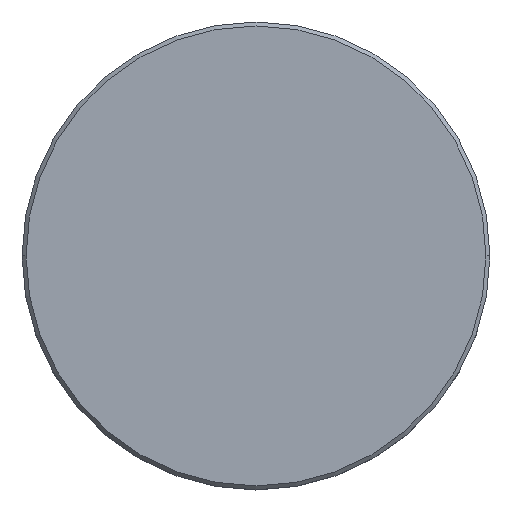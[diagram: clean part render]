
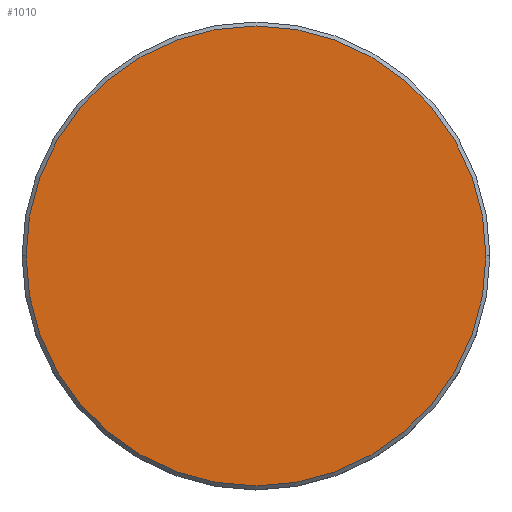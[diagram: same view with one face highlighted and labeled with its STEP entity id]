
A CAD part, top view. The second image highlights one B-rep face of the part: STEP entity #1010.
In plain terms, the highlighted planar face has unit normal (0, 0, 1).
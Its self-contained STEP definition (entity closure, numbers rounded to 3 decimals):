
#3 = CARTESIAN_POINT ( 'NONE',  ( 0., 0., 0. ) ) ;
#5 = CIRCLE ( 'NONE', #166, 29. ) ;
#36 = EDGE_CURVE ( 'NONE', #44, #307, #319, .T. ) ;
#44 = VERTEX_POINT ( 'NONE', #345 ) ;
#166 = AXIS2_PLACEMENT_3D ( 'NONE', #630, #739, #898 ) ;
#199 = FACE_OUTER_BOUND ( 'NONE', #574, .T. ) ;
#307 = VERTEX_POINT ( 'NONE', #447 ) ;
#319 = CIRCLE ( 'NONE', #474, 29. ) ;
#345 = CARTESIAN_POINT ( 'NONE',  ( -29., 0., 0. ) ) ;
#394 = DIRECTION ( 'NONE',  ( 1., 0., 0. ) ) ;
#447 = CARTESIAN_POINT ( 'NONE',  ( 29., 0., 0. ) ) ;
#474 = AXIS2_PLACEMENT_3D ( 'NONE', #3, #819, #621 ) ;
#485 = CARTESIAN_POINT ( 'NONE',  ( 0., 0., 0. ) ) ;
#557 = EDGE_CURVE ( 'NONE', #307, #44, #5, .T. ) ;
#574 = EDGE_LOOP ( 'NONE', ( #856, #893 ) ) ;
#621 = DIRECTION ( 'NONE',  ( 1., 0., 0. ) ) ;
#630 = CARTESIAN_POINT ( 'NONE',  ( 0., 0., 0. ) ) ;
#739 = DIRECTION ( 'NONE',  ( 0., 0., 1. ) ) ;
#819 = DIRECTION ( 'NONE',  ( 0., 0., 1. ) ) ;
#839 = DIRECTION ( 'NONE',  ( 0., 0., 1. ) ) ;
#856 = ORIENTED_EDGE ( 'NONE', *, *, #36, .T. ) ;
#893 = ORIENTED_EDGE ( 'NONE', *, *, #557, .T. ) ;
#898 = DIRECTION ( 'NONE',  ( 1., 0., 0. ) ) ;
#1010 = ADVANCED_FACE ( 'NONE', ( #199 ), #1103, .T. ) ;
#1103 = PLANE ( 'NONE',  #1111 ) ;
#1111 = AXIS2_PLACEMENT_3D ( 'NONE', #485, #839, #394 ) ;
